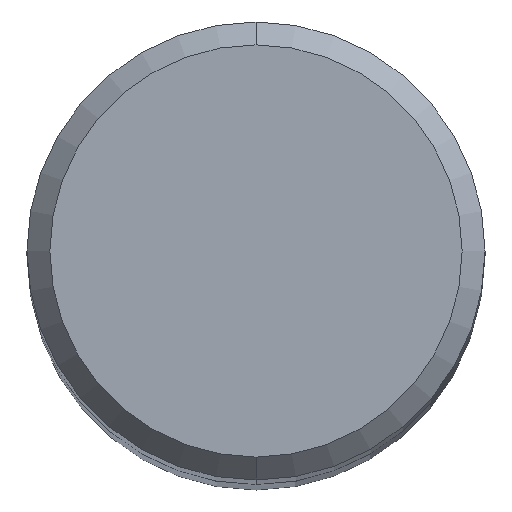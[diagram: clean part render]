
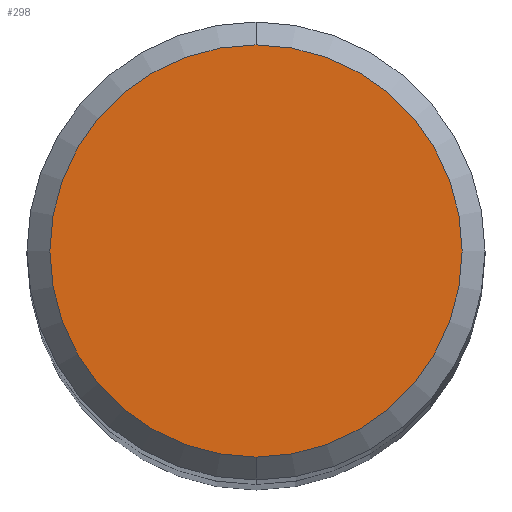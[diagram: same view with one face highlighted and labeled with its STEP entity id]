
A CAD part, top view. The second image highlights one B-rep face of the part: STEP entity #298.
In plain terms, the highlighted planar face has unit normal (0, 0, 1).
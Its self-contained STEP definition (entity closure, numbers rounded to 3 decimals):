
#180=VERTEX_POINT('',#482);
#210=VERTEX_POINT('',#513);
#292=EDGE_CURVE('',#210,#180,#607,.T.);
#298=ADVANCED_FACE('',(#614),#615,.T.);
#414=EDGE_CURVE('',#180,#210,#741,.T.);
#482=CARTESIAN_POINT('',(0.,-3.6,0.0));
#513=CARTESIAN_POINT('',(0.0,3.6,0.0));
#607=CIRCLE('',#1063,3.6);
#614=FACE_OUTER_BOUND('',#1084,.T.);
#615=PLANE('',#1085);
#741=CIRCLE('',#1361,3.6);
#1063=AXIS2_PLACEMENT_3D('',#1587,#1588,#1589);
#1084=EDGE_LOOP('',(#1599,#1600));
#1085=AXIS2_PLACEMENT_3D('',#1601,#1602,#1603);
#1361=AXIS2_PLACEMENT_3D('',#1741,#1742,#1743);
#1587=CARTESIAN_POINT('',(0.0,0.0,0.0));
#1588=DIRECTION('',(0.0,0.0,-1.0));
#1589=DIRECTION('',(0.0,1.0,0.0));
#1599=ORIENTED_EDGE('',*,*,#292,.F.);
#1600=ORIENTED_EDGE('',*,*,#414,.F.);
#1601=CARTESIAN_POINT('',(0.0,1.8,0.0));
#1602=DIRECTION('',(-0.0,0.0,1.0));
#1603=DIRECTION('',(0.0,-1.0,0.0));
#1741=CARTESIAN_POINT('',(0.0,0.0,0.0));
#1742=DIRECTION('',(0.0,0.0,-1.0));
#1743=DIRECTION('',(0.0,1.0,0.0));
